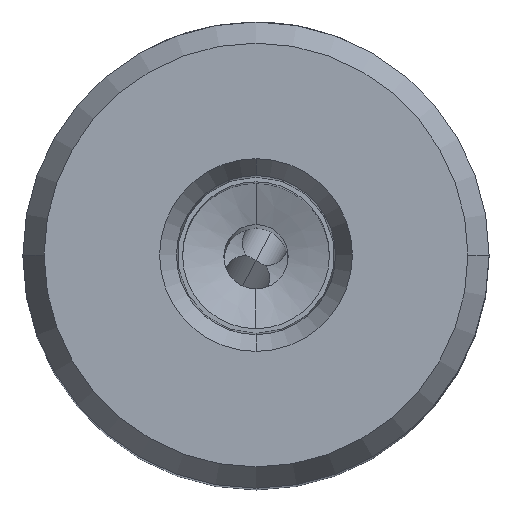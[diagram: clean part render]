
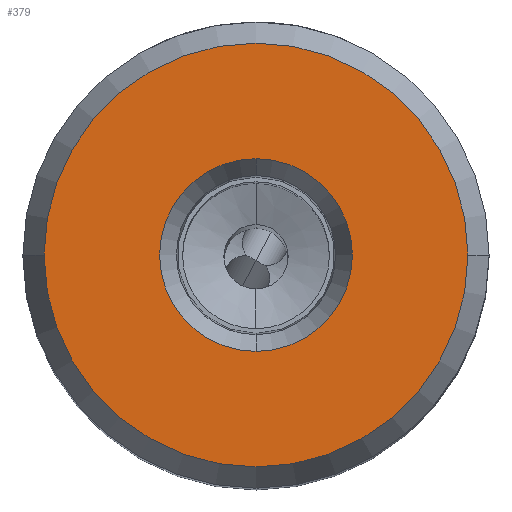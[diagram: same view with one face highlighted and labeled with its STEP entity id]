
A CAD part, top view. The second image highlights one B-rep face of the part: STEP entity #379.
In plain terms, the highlighted planar face has unit normal (0, 0, 1).
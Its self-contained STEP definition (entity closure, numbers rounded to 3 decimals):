
#52=FACE_BOUND('',#681,.T.);
#53=FACE_BOUND('',#682,.T.);
#171=PLANE('',#2966);
#379=ADVANCED_FACE('',(#52,#53),#171,.T.);
#681=EDGE_LOOP('',(#1149,#1150));
#682=EDGE_LOOP('',(#1151,#1152));
#803=CIRCLE('',#2960,5.25);
#804=CIRCLE('',#2962,5.25);
#805=CIRCLE('',#2964,11.545);
#806=CIRCLE('',#2965,11.545);
#1149=ORIENTED_EDGE('',*,*,#2268,.T.);
#1150=ORIENTED_EDGE('',*,*,#2269,.T.);
#1151=ORIENTED_EDGE('',*,*,#2270,.T.);
#1152=ORIENTED_EDGE('',*,*,#2271,.T.);
#1916=VERTEX_POINT('',#6393);
#1917=VERTEX_POINT('',#6395);
#1918=VERTEX_POINT('',#6401);
#1919=VERTEX_POINT('',#6402);
#2268=EDGE_CURVE('',#1916,#1917,#803,.T.);
#2269=EDGE_CURVE('',#1917,#1916,#804,.T.);
#2270=EDGE_CURVE('',#1918,#1919,#805,.T.);
#2271=EDGE_CURVE('',#1919,#1918,#806,.T.);
#2960=AXIS2_PLACEMENT_3D('',#6396,#3288,#3289);
#2962=AXIS2_PLACEMENT_3D('',#6398,#3292,#3293);
#2964=AXIS2_PLACEMENT_3D('',#6400,#3296,#3297);
#2965=AXIS2_PLACEMENT_3D('',#6403,#3298,#3299);
#2966=AXIS2_PLACEMENT_3D('',#6404,#3300,#3301);
#3288=DIRECTION('',(0.,0.,-1.));
#3289=DIRECTION('',(0.,-1.,0.));
#3292=DIRECTION('',(0.,0.,-1.));
#3293=DIRECTION('',(0.,1.,0.));
#3296=DIRECTION('',(0.,0.,1.));
#3297=DIRECTION('',(-1.,0.,0.));
#3298=DIRECTION('',(0.,0.,1.));
#3299=DIRECTION('',(1.,0.,0.));
#3300=DIRECTION('',(0.,0.,1.));
#3301=DIRECTION('',(-1.,0.,0.));
#6393=CARTESIAN_POINT('',(0.,-5.25,28.65));
#6395=CARTESIAN_POINT('',(0.,5.25,28.65));
#6396=CARTESIAN_POINT('',(0.,0.,28.65));
#6398=CARTESIAN_POINT('',(0.,0.,28.65));
#6400=CARTESIAN_POINT('',(0.,0.,28.65));
#6401=CARTESIAN_POINT('',(-11.545,0.,28.65));
#6402=CARTESIAN_POINT('',(11.545,0.,28.65));
#6403=CARTESIAN_POINT('',(0.,0.,28.65));
#6404=CARTESIAN_POINT('',(0.,0.,28.65));
